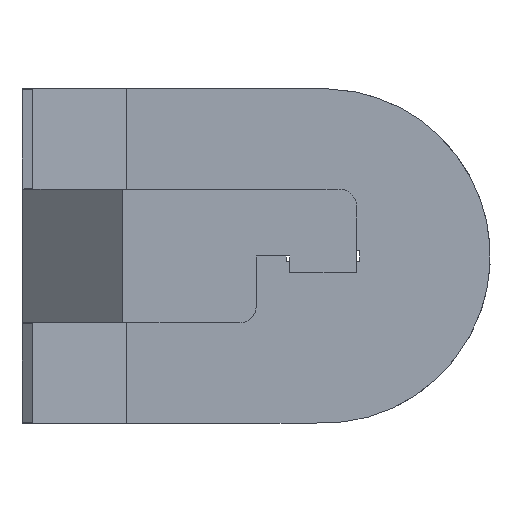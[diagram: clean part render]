
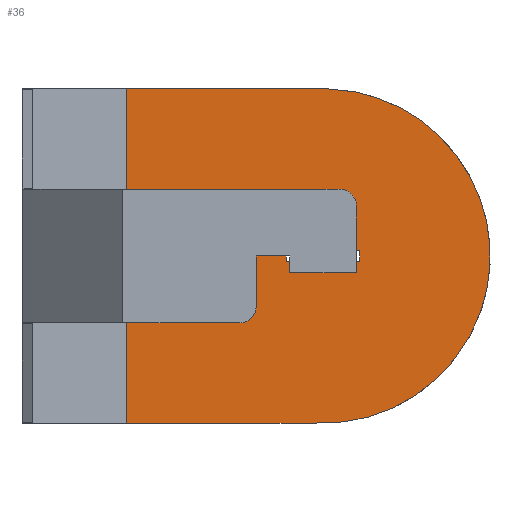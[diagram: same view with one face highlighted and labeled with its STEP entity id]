
A CAD part, left-side view. The second image highlights one B-rep face of the part: STEP entity #36.
In plain terms, the highlighted planar face has unit normal (-1, 0, 0).
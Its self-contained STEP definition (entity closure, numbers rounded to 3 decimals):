
#36=ADVANCED_FACE('',(#81,#58),#611,.T.);
#58=FACE_BOUND('',#126,.T.);
#81=FACE_OUTER_BOUND('',#125,.T.);
#125=EDGE_LOOP('',(#245,#246));
#126=EDGE_LOOP('',(#247,#248,#249,#250));
#245=ORIENTED_EDGE('',*,*,#390,.F.);
#246=ORIENTED_EDGE('',*,*,#426,.T.);
#247=ORIENTED_EDGE('',*,*,#400,.T.);
#248=ORIENTED_EDGE('',*,*,#397,.T.);
#249=ORIENTED_EDGE('',*,*,#398,.T.);
#250=ORIENTED_EDGE('',*,*,#399,.T.);
#390=EDGE_CURVE('',#570,#571,#498,.T.);
#397=EDGE_CURVE('',#574,#575,#505,.T.);
#398=EDGE_CURVE('',#575,#576,#506,.T.);
#399=EDGE_CURVE('',#576,#577,#507,.T.);
#400=EDGE_CURVE('',#577,#574,#508,.T.);
#426=EDGE_CURVE('',#570,#571,#475,.T.);
#475=(
BOUNDED_CURVE()
B_SPLINE_CURVE(2,(#1194,#1195,#1196,#1197,#1198,#1199,#1200,#1201,#1202,
#1203,#1204,#1205,#1206),.UNSPECIFIED.,.F.,.F.)
B_SPLINE_CURVE_WITH_KNOTS((3,2,2,2,2,2,3),(276.344,346.853,
392.86,425.393,457.925,503.932,574.441),
 .UNSPECIFIED.)
CURVE()
GEOMETRIC_REPRESENTATION_ITEM()
RATIONAL_B_SPLINE_CURVE((1.,1.,1.,0.828,0.858,0.879,
1.,0.879,0.858,0.828,1.,1.,1.))
REPRESENTATION_ITEM('')
);
#498=B_SPLINE_CURVE_WITH_KNOTS('',1,(#1087,#1088),.UNSPECIFIED.,.F.,.F.,
(2,2),(0.,120.),.UNSPECIFIED.);
#505=B_SPLINE_CURVE_WITH_KNOTS('',1,(#1101,#1102),.UNSPECIFIED.,.F.,.F.,
(2,2),(-3.,0.),.UNSPECIFIED.);
#506=B_SPLINE_CURVE_WITH_KNOTS('',1,(#1103,#1104),.UNSPECIFIED.,.F.,.F.,
(2,2),(-360.053,-333.653),.UNSPECIFIED.);
#507=B_SPLINE_CURVE_WITH_KNOTS('',1,(#1105,#1106),.UNSPECIFIED.,.F.,.F.,
(2,2),(-28.,-25.),.UNSPECIFIED.);
#508=B_SPLINE_CURVE_WITH_KNOTS('',1,(#1107,#1108),.UNSPECIFIED.,.F.,.F.,
(2,2),(333.653,360.053),.UNSPECIFIED.);
#570=VERTEX_POINT('',#934);
#571=VERTEX_POINT('',#935);
#574=VERTEX_POINT('',#938);
#575=VERTEX_POINT('',#939);
#576=VERTEX_POINT('',#940);
#577=VERTEX_POINT('',#941);
#611=PLANE('',#729);
#729=AXIS2_PLACEMENT_3D('',#827,#762,$);
#762=DIRECTION('',(-1.,0.,0.));
#827=CARTESIAN_POINT('',(-3.,48.,-50.));
#934=CARTESIAN_POINT('',(-3.,46.757,-50.));
#935=CARTESIAN_POINT('',(-3.,46.757,50.));
#938=CARTESIAN_POINT('',(-3.,-23.,1.5));
#939=CARTESIAN_POINT('',(-3.,-23.,-1.5));
#940=CARTESIAN_POINT('',(-3.,-1.,-1.5));
#941=CARTESIAN_POINT('',(-3.,-1.,1.5));
#1087=CARTESIAN_POINT('',(-3.,46.757,-50.));
#1088=CARTESIAN_POINT('',(-3.,46.757,50.));
#1101=CARTESIAN_POINT('',(-3.,-23.,1.5));
#1102=CARTESIAN_POINT('',(-3.,-23.,-1.5));
#1103=CARTESIAN_POINT('',(-3.,-23.,-1.5));
#1104=CARTESIAN_POINT('',(-3.,-1.,-1.5));
#1105=CARTESIAN_POINT('',(-3.,-1.,-1.5));
#1106=CARTESIAN_POINT('',(-3.,-1.,1.5));
#1107=CARTESIAN_POINT('',(-3.,-1.,1.5));
#1108=CARTESIAN_POINT('',(-3.,-23.,1.5));
#1194=CARTESIAN_POINT('',(-3.,46.757,-50.));
#1195=CARTESIAN_POINT('',(-3.,17.379,-50.));
#1196=CARTESIAN_POINT('',(-3.,-12.,-50.));
#1197=CARTESIAN_POINT('',(-3.,-37.,-50.));
#1198=CARTESIAN_POINT('',(-3.,-52.,-30.));
#1199=CARTESIAN_POINT('',(-3.,-62.,-16.667));
#1200=CARTESIAN_POINT('',(-3.,-62.,0.));
#1201=CARTESIAN_POINT('',(-3.,-62.,16.667));
#1202=CARTESIAN_POINT('',(-3.,-52.,30.));
#1203=CARTESIAN_POINT('',(-3.,-37.,50.));
#1204=CARTESIAN_POINT('',(-3.,-12.,50.));
#1205=CARTESIAN_POINT('',(-3.,17.379,50.));
#1206=CARTESIAN_POINT('',(-3.,46.757,50.));
